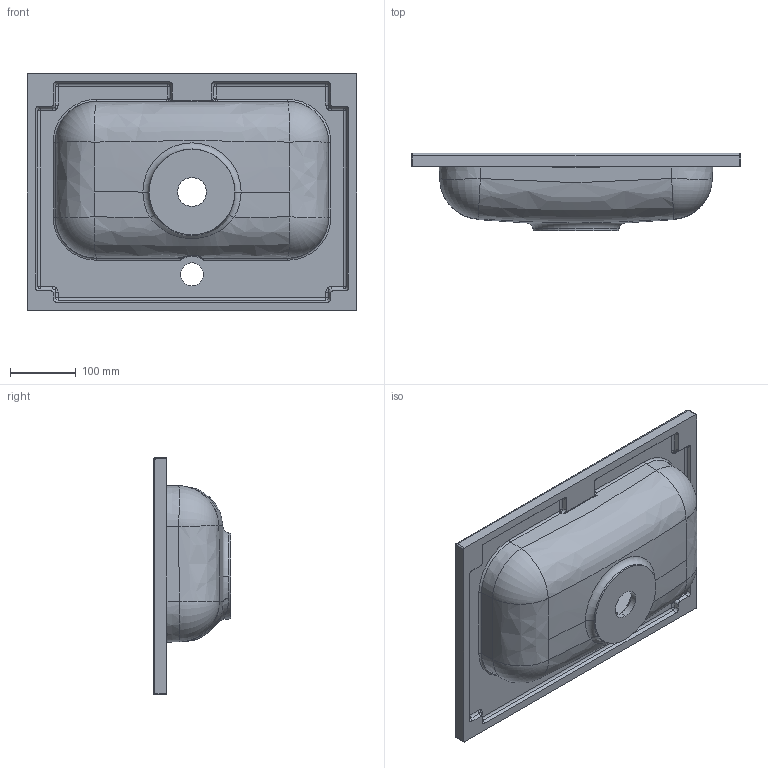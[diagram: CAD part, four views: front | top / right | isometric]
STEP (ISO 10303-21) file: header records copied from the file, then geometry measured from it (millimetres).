
FILE_DESCRIPTION (( 'STEP AP203' ), '1' );
FILE_NAME ('6301250511.STEP', '2020-12-16T22:20:13', ( '' ), ( '' ), 'SwSTEP 2.0', 'SolidWorks 2019', '' );
FILE_SCHEMA (( 'CONFIG_CONTROL_DESIGN' ));
Length unit declared in the file: millimetre
Products named in the file (1): 6301250511
Bounding box: 500 x 117 x 360 mm (x, y, z)
Volume: 3542150.9 mm3; surface area: 539409.2 mm2
Topology: 1 solids, 1 shells, 170 faces, 421 edges, 228 vertices
Faces by surface type: cylinder 56, bspline 38, plane 32, cone 18, torus 14, sphere 12
Entity records: 18856 total; most frequent: CARTESIAN_POINT 15265, ORIENTED_EDGE 794, DIRECTION 673, EDGE_CURVE 397, AXIS2_PLACEMENT_3D 262, VERTEX_POINT 228, EDGE_LOOP 175, ADVANCED_FACE 170
